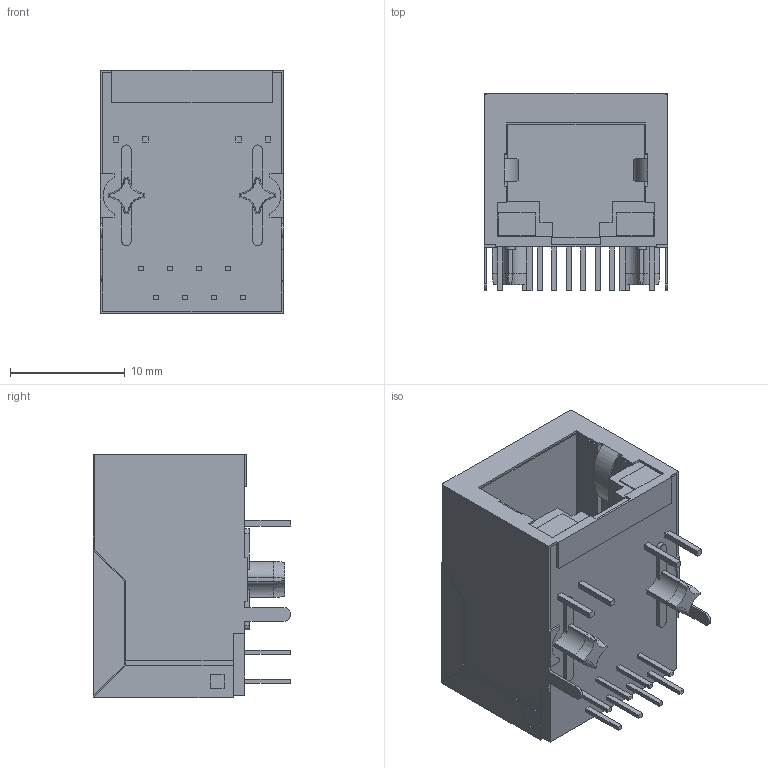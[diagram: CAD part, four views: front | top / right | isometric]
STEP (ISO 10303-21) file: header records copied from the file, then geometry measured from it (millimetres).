
FILE_DESCRIPTION(/* description */ (''),/* implementation_level */ '2;1');
FILE_NAME(/* name */ 'HR913550A .step',/* time_stamp */ '2018-10-30T16:57:24-07:00',/* author */ (''),/* organization */ (''),/* preprocessor_version */ 'ST-DEVELOPER v17.2',/* originating_system */ 'Autodesk Translation Framework v7.6.0.251',/* authorisation */ '');
FILE_SCHEMA (('AUTOMOTIVE_DESIGN { 1 0 10303 214 3 1 1 }'));
Length unit declared in the file: millimetre
Products named in the file (2): HR913550A; HR913550A_Ä¬ÈÏ
Assembly tree (1 placements, depth 2):
  HR913550A
    HR913550A_Ä¬ÈÏ
Bounding box: 16 x 17.21 x 21.2 mm (x, y, z)
Volume: 3338.3 mm3; surface area: 2778.9 mm2
Topology: 3 solids, 3 shells, 700 faces, 1894 edges, 1250 vertices
Faces by surface type: plane 404, bspline 253, cylinder 27, cone 16
Entity records: 24657 total; most frequent: CARTESIAN_POINT 8516, ORIENTED_EDGE 3788, DIRECTION 2374, EDGE_CURVE 1894, LINE 1286, VECTOR 1286, VERTEX_POINT 1250, EDGE_LOOP 750
